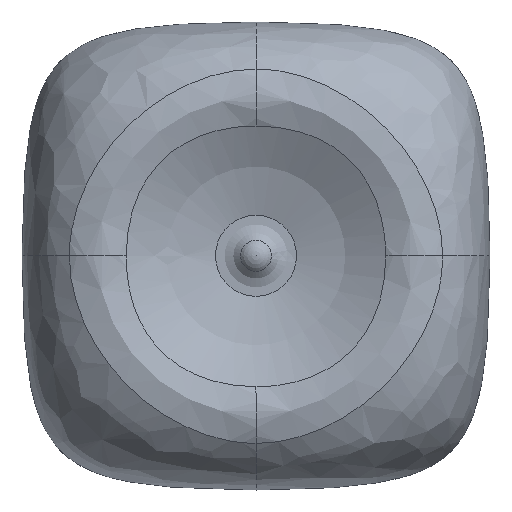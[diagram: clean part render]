
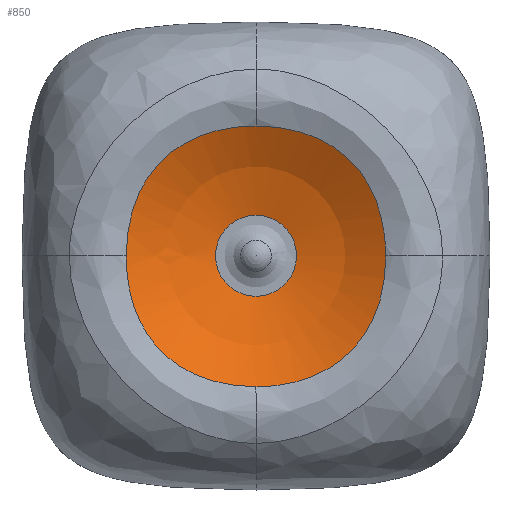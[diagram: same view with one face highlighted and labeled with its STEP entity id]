
A CAD part, top view. The second image highlights one B-rep face of the part: STEP entity #850.
In plain terms, the highlighted spherical face has radius 9.5 mm.
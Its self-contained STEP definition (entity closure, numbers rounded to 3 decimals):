
#188=B_SPLINE_CURVE_WITH_KNOTS('',3,(#1262,#1263,#1264,#1265),
 .UNSPECIFIED.,.F.,.F.,(4,4),(0.,0.),.UNSPECIFIED.);
#189=B_SPLINE_CURVE_WITH_KNOTS('',3,(#1267,#1268,#1269,#1270,#1271,#1272,
#1273),.UNSPECIFIED.,.F.,.F.,(4,1,1,1,4),(0.,0.269,0.404,
0.673,0.942),.UNSPECIFIED.);
#190=B_SPLINE_CURVE_WITH_KNOTS('',3,(#1275,#1276,#1277,#1278,#1279,#1280,
#1281),.UNSPECIFIED.,.F.,.F.,(4,1,1,1,4),(0.,0.269,0.538,
0.807,0.942),.UNSPECIFIED.);
#191=B_SPLINE_CURVE_WITH_KNOTS('',3,(#1283,#1284,#1285,#1286,#1287,#1288,
#1289),.UNSPECIFIED.,.F.,.F.,(4,1,1,1,4),(0.,0.268,0.536,
0.804,0.938),.UNSPECIFIED.);
#192=B_SPLINE_CURVE_WITH_KNOTS('',3,(#1290,#1291,#1292,#1293,#1294,#1295,
#1296),.UNSPECIFIED.,.F.,.F.,(4,1,1,1,4),(0.,0.268,
0.536,0.67,0.938),.UNSPECIFIED.);
#211=SPHERICAL_SURFACE('',#927,9.5);
#214=FACE_OUTER_BOUND('',#271,.T.);
#271=EDGE_LOOP('',(#593,#594,#595,#596,#597,#598,#599,#600,#601));
#331=CIRCLE('',#922,1.513);
#332=CIRCLE('',#923,1.513);
#335=CIRCLE('',#928,9.5);
#375=VERTEX_POINT('',#1249);
#376=VERTEX_POINT('',#1251);
#378=VERTEX_POINT('',#1259);
#379=VERTEX_POINT('',#1261);
#380=VERTEX_POINT('',#1266);
#381=VERTEX_POINT('',#1274);
#382=VERTEX_POINT('',#1282);
#454=EDGE_CURVE('',#375,#376,#331,.T.);
#455=EDGE_CURVE('',#376,#375,#332,.T.);
#458=EDGE_CURVE('',#376,#378,#335,.T.);
#459=EDGE_CURVE('',#379,#378,#188,.T.);
#460=EDGE_CURVE('',#380,#379,#189,.T.);
#461=EDGE_CURVE('',#381,#380,#190,.T.);
#462=EDGE_CURVE('',#382,#381,#191,.T.);
#463=EDGE_CURVE('',#378,#382,#192,.T.);
#593=ORIENTED_EDGE('',*,*,#454,.F.);
#594=ORIENTED_EDGE('',*,*,#455,.F.);
#595=ORIENTED_EDGE('',*,*,#458,.T.);
#596=ORIENTED_EDGE('',*,*,#459,.F.);
#597=ORIENTED_EDGE('',*,*,#460,.F.);
#598=ORIENTED_EDGE('',*,*,#461,.F.);
#599=ORIENTED_EDGE('',*,*,#462,.F.);
#600=ORIENTED_EDGE('',*,*,#463,.F.);
#601=ORIENTED_EDGE('',*,*,#458,.F.);
#850=ADVANCED_FACE('',(#214),#211,.F.);
#922=AXIS2_PLACEMENT_3D('',#1252,#1017,#1018);
#923=AXIS2_PLACEMENT_3D('',#1253,#1019,#1020);
#927=AXIS2_PLACEMENT_3D('',#1258,#1027,#1028);
#928=AXIS2_PLACEMENT_3D('',#1260,#1029,#1030);
#1017=DIRECTION('center_axis',(0.,0.,1.));
#1018=DIRECTION('ref_axis',(0.,-1.,0.));
#1019=DIRECTION('center_axis',(0.,0.,1.));
#1020=DIRECTION('ref_axis',(0.,-1.,0.));
#1027=DIRECTION('center_axis',(0.,0.,1.));
#1028=DIRECTION('ref_axis',(1.,0.,0.));
#1029=DIRECTION('center_axis',(0.,1.,0.));
#1030=DIRECTION('ref_axis',(-1.,0.,0.));
#1249=CARTESIAN_POINT('',(1.513,0.,3.621));
#1251=CARTESIAN_POINT('',(-1.513,0.,3.621));
#1252=CARTESIAN_POINT('Origin',(0.,0.,3.621));
#1253=CARTESIAN_POINT('Origin',(0.,0.,3.621));
#1258=CARTESIAN_POINT('Origin',(0.,0.,13.));
#1259=CARTESIAN_POINT('',(-4.847,0.,4.83));
#1260=CARTESIAN_POINT('Origin',(0.,0.,13.));
#1261=CARTESIAN_POINT('',(-4.847,-0.004,4.83));
#1262=CARTESIAN_POINT('Ctrl Pts',(-4.847,-0.004,
4.83));
#1263=CARTESIAN_POINT('Ctrl Pts',(-4.847,-0.003,
4.83));
#1264=CARTESIAN_POINT('Ctrl Pts',(-4.847,-0.001,
4.83));
#1265=CARTESIAN_POINT('Ctrl Pts',(-4.847,0.,
4.83));
#1266=CARTESIAN_POINT('',(0.,-4.892,4.856));
#1267=CARTESIAN_POINT('Ctrl Pts',(0.,-4.892,
4.856));
#1268=CARTESIAN_POINT('Ctrl Pts',(-0.741,-4.892,
4.856));
#1269=CARTESIAN_POINT('Ctrl Pts',(-1.857,-4.703,4.897));
#1270=CARTESIAN_POINT('Ctrl Pts',(-3.494,-3.791,4.959));
#1271=CARTESIAN_POINT('Ctrl Pts',(-4.625,-2.242,4.903));
#1272=CARTESIAN_POINT('Ctrl Pts',(-4.849,-0.745,
4.831));
#1273=CARTESIAN_POINT('Ctrl Pts',(-4.847,-0.004,
4.83));
#1274=CARTESIAN_POINT('',(4.847,-0.004,4.83));
#1275=CARTESIAN_POINT('Ctrl Pts',(4.847,-0.004,
4.83));
#1276=CARTESIAN_POINT('Ctrl Pts',(4.849,-0.745,4.831));
#1277=CARTESIAN_POINT('Ctrl Pts',(4.628,-2.241,4.904));
#1278=CARTESIAN_POINT('Ctrl Pts',(3.262,-4.102,4.968));
#1279=CARTESIAN_POINT('Ctrl Pts',(1.474,-4.798,4.872));
#1280=CARTESIAN_POINT('Ctrl Pts',(0.37,-4.892,4.856));
#1281=CARTESIAN_POINT('Ctrl Pts',(0.,-4.892,
4.856));
#1282=CARTESIAN_POINT('',(0.,4.847,4.83));
#1283=CARTESIAN_POINT('Ctrl Pts',(0.,4.847,
4.83));
#1284=CARTESIAN_POINT('Ctrl Pts',(0.738,4.847,4.83));
#1285=CARTESIAN_POINT('Ctrl Pts',(2.228,4.621,4.897));
#1286=CARTESIAN_POINT('Ctrl Pts',(4.077,3.251,4.952));
#1287=CARTESIAN_POINT('Ctrl Pts',(4.755,1.465,4.846));
#1288=CARTESIAN_POINT('Ctrl Pts',(4.846,0.365,4.829));
#1289=CARTESIAN_POINT('Ctrl Pts',(4.847,-0.004,
4.83));
#1290=CARTESIAN_POINT('Ctrl Pts',(-4.847,0.,
4.83));
#1291=CARTESIAN_POINT('Ctrl Pts',(-4.845,0.737,4.829));
#1292=CARTESIAN_POINT('Ctrl Pts',(-4.617,2.226,4.895));
#1293=CARTESIAN_POINT('Ctrl Pts',(-3.486,3.766,4.944));
#1294=CARTESIAN_POINT('Ctrl Pts',(-1.851,4.666,4.875));
#1295=CARTESIAN_POINT('Ctrl Pts',(-0.738,4.847,4.83));
#1296=CARTESIAN_POINT('Ctrl Pts',(0.,4.847,
4.83));
